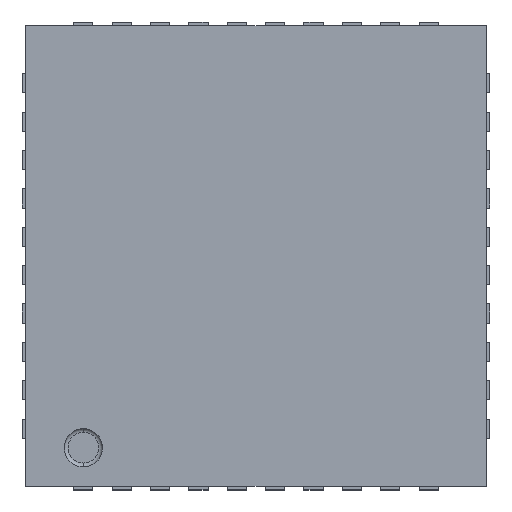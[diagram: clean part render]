
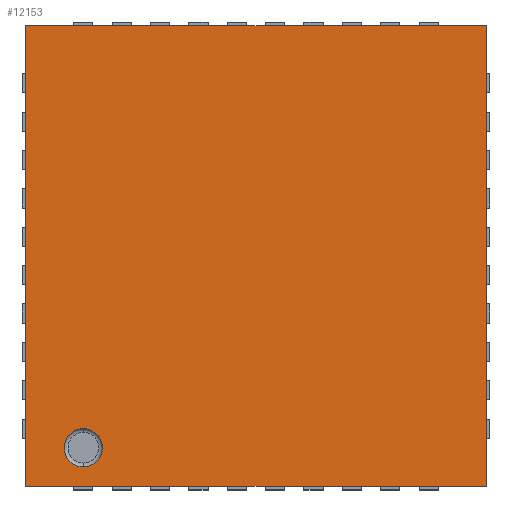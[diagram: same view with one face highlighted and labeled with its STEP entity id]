
A CAD part, top view. The second image highlights one B-rep face of the part: STEP entity #12153.
In plain terms, the highlighted planar face has unit normal (0, 0, 1).
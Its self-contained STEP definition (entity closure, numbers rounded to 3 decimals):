
#11975 = CARTESIAN_POINT ( 'NONE',  ( -2.25, -2.25, 0.8 ) ) ;
#11976 = VERTEX_POINT ( 'NONE', #11975 ) ;
#11984 = CARTESIAN_POINT ( 'NONE',  ( -2.25, -2.75, 0.8 ) ) ;
#11985 = VERTEX_POINT ( 'NONE', #11984 ) ;
#11986 = CARTESIAN_POINT ( 'NONE',  ( -2.25, -2.5, 0.8 ) ) ;
#11987 = DIRECTION ( 'NONE',  ( 0., 0., 1. ) ) ;
#11988 = DIRECTION ( 'NONE',  ( 0., -1., 0. ) ) ;
#11989 = AXIS2_PLACEMENT_3D ( 'NONE', #11986, #11987, #11988 ) ;
#11990 = CIRCLE ( 'NONE', #11989, 0.25) ;
#11991 = EDGE_CURVE ( 'NONE', #11976, #11985, #11990, .T. ) ;
#12018 = CARTESIAN_POINT ( 'NONE',  ( -3., -3., 0.8 ) ) ;
#12019 = VERTEX_POINT ( 'NONE', #12018 ) ;
#12026 = CARTESIAN_POINT ( 'NONE',  ( -3., 3., 0.8 ) ) ;
#12027 = VERTEX_POINT ( 'NONE', #12026 ) ;
#12028 = CARTESIAN_POINT ( 'NONE',  ( -3., -3., 0.8 ) ) ;
#12029 = DIRECTION ( 'NONE',  ( 0., -1., 0. ) ) ;
#12030 = VECTOR ( 'NONE', #12029, 1000. ) ;
#12031 = LINE ( 'NONE', #12028, #12030 ) ;
#12032 = EDGE_CURVE ( 'NONE', #12027, #12019, #12031, .T. ) ;
#12056 = CARTESIAN_POINT ( 'NONE',  ( 3., -3., 0.8 ) ) ;
#12057 = VERTEX_POINT ( 'NONE', #12056 ) ;
#12064 = CARTESIAN_POINT ( 'NONE',  ( 3., -3., 0.8 ) ) ;
#12065 = DIRECTION ( 'NONE',  ( 1., 0., 0. ) ) ;
#12066 = VECTOR ( 'NONE', #12065, 1000. ) ;
#12067 = LINE ( 'NONE', #12064, #12066 ) ;
#12068 = EDGE_CURVE ( 'NONE', #12019, #12057, #12067, .T. ) ;
#12087 = CARTESIAN_POINT ( 'NONE',  ( 3., 3., 0.8 ) ) ;
#12088 = VERTEX_POINT ( 'NONE', #12087 ) ;
#12095 = CARTESIAN_POINT ( 'NONE',  ( 3., -3., 0.8 ) ) ;
#12096 = DIRECTION ( 'NONE',  ( 0., 1., 0. ) ) ;
#12097 = VECTOR ( 'NONE', #12096, 1000. ) ;
#12098 = LINE ( 'NONE', #12095, #12097 ) ;
#12099 = EDGE_CURVE ( 'NONE', #12057, #12088, #12098, .T. ) ;
#12117 = CARTESIAN_POINT ( 'NONE',  ( 3., 3., 0.8 ) ) ;
#12118 = DIRECTION ( 'NONE',  ( -1., 0., 0. ) ) ;
#12119 = VECTOR ( 'NONE', #12118, 1000. ) ;
#12120 = LINE ( 'NONE', #12117, #12119 ) ;
#12121 = EDGE_CURVE ( 'NONE', #12088, #12027, #12120, .T. ) ;
#12132 = CARTESIAN_POINT ( 'NONE',  ( -2.25, -2.5, 0.8 ) ) ;
#12133 = DIRECTION ( 'NONE',  ( 0., 0., 1. ) ) ;
#12134 = DIRECTION ( 'NONE',  ( 0., -1., 0. ) ) ;
#12135 = AXIS2_PLACEMENT_3D ( 'NONE', #12132, #12133, #12134 ) ;
#12136 = CIRCLE ( 'NONE', #12135, 0.25) ;
#12137 = EDGE_CURVE ( 'NONE', #11985, #11976, #12136, .T. ) ;
#12138 = ORIENTED_EDGE ( 'NONE', *, *, #12137, .F. ) ;
#12139 = ORIENTED_EDGE ( 'NONE', *, *, #11991, .F. ) ;
#12140 = EDGE_LOOP ( 'NONE', ( #12138, #12139 ) ) ;
#12141 = FACE_BOUND ( 'NONE', #12140, .T. ) ;
#12142 = ORIENTED_EDGE ( 'NONE', *, *, #12032, .T. ) ;
#12143 = ORIENTED_EDGE ( 'NONE', *, *, #12068, .T. ) ;
#12144 = ORIENTED_EDGE ( 'NONE', *, *, #12099, .T. ) ;
#12145 = ORIENTED_EDGE ( 'NONE', *, *, #12121, .T. ) ;
#12146 = EDGE_LOOP ( 'NONE', ( #12142, #12143, #12144, #12145 ) ) ;
#12147 = FACE_OUTER_BOUND ( 'NONE', #12146, .T. ) ;
#12148 = CARTESIAN_POINT ( 'NONE',  ( 0., 0., 0.8 ) ) ;
#12149 = DIRECTION ( 'NONE',  ( 0., 0., 1. ) ) ;
#12150 = DIRECTION ( 'NONE',  ( 0., -1., 0. ) ) ;
#12151 = AXIS2_PLACEMENT_3D ( 'NONE', #12148, #12149, #12150 ) ;
#12152 = PLANE ( 'NONE', #12151 ) ;
#12153 = ADVANCED_FACE ( 'NONE', ( #12141, #12147 ), #12152, .T. ) ;
